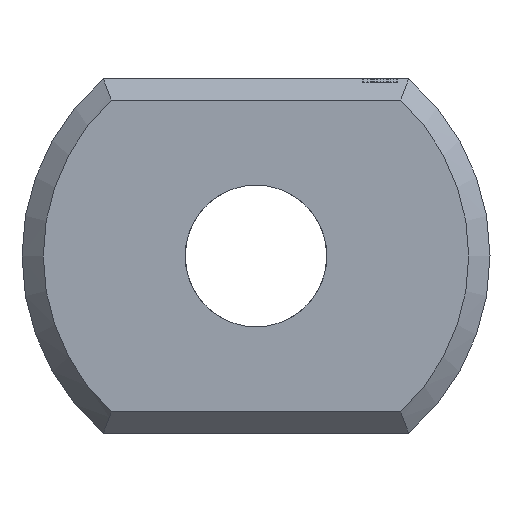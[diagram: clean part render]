
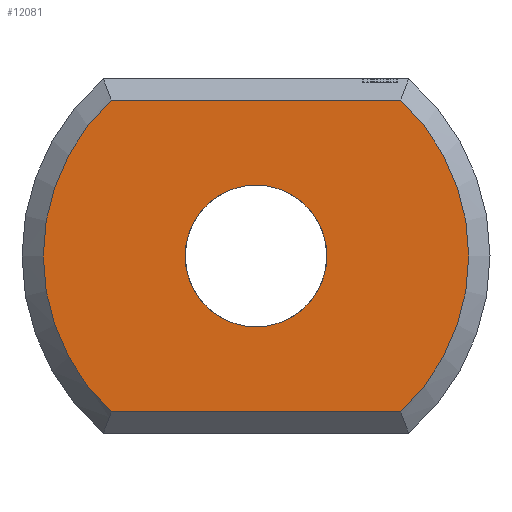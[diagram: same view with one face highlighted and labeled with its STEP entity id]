
A CAD part, left-side view. The second image highlights one B-rep face of the part: STEP entity #12081.
In plain terms, the highlighted planar face has unit normal (-1, 0, 0).
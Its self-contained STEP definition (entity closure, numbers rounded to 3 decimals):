
#298 = PLANE('',#299);
#299 = AXIS2_PLACEMENT_3D('',#300,#301,#302);
#300 = CARTESIAN_POINT('',(0.15,-2.154,-2.35));
#301 = DIRECTION('',(-0.707,0.,-0.707));
#302 = DIRECTION('',(0.,-1.,0.));
#725 = CONICAL_SURFACE('',#726,3.3,0.785);
#726 = AXIS2_PLACEMENT_3D('',#727,#728,#729);
#727 = CARTESIAN_POINT('',(0.3,0.,0.));
#728 = DIRECTION('',(1.,0.,0.));
#729 = DIRECTION('',(0.,0.653,-0.758));
#872 = CONICAL_SURFACE('',#873,3.3,0.785);
#873 = AXIS2_PLACEMENT_3D('',#874,#875,#876);
#874 = CARTESIAN_POINT('',(0.3,0.,0.));
#875 = DIRECTION('',(1.,0.,0.));
#876 = DIRECTION('',(0.,-0.653,0.758));
#909 = VERTEX_POINT('',#910);
#910 = CARTESIAN_POINT('',(0.,-2.04,-2.2));
#937 = VERTEX_POINT('',#938);
#938 = CARTESIAN_POINT('',(0.,2.04,-2.2));
#963 = EDGE_CURVE('',#909,#937,#964,.T.);
#964 = SURFACE_CURVE('',#965,(#969,#976),.PCURVE_S1.);
#965 = LINE('',#966,#967);
#966 = CARTESIAN_POINT('',(0.,-2.154,-2.2));
#967 = VECTOR('',#968,1.);
#968 = DIRECTION('',(0.,1.,0.));
#969 = PCURVE('',#298,#970);
#970 = DEFINITIONAL_REPRESENTATION('',(#971),#975);
#971 = LINE('',#972,#973);
#972 = CARTESIAN_POINT('',(0.,0.212));
#973 = VECTOR('',#974,1.);
#974 = DIRECTION('',(-1.,0.));
#975 = ( GEOMETRIC_REPRESENTATION_CONTEXT(2) 
PARAMETRIC_REPRESENTATION_CONTEXT() REPRESENTATION_CONTEXT('2D SPACE',''
  ) );
#976 = PCURVE('',#977,#982);
#977 = PLANE('',#978);
#978 = AXIS2_PLACEMENT_3D('',#979,#980,#981);
#979 = CARTESIAN_POINT('',(0.,0.,
    0.));
#980 = DIRECTION('',(1.,0.,0.));
#981 = DIRECTION('',(0.,0.,1.));
#982 = DEFINITIONAL_REPRESENTATION('',(#983),#987);
#983 = LINE('',#984,#985);
#984 = CARTESIAN_POINT('',(-2.2,2.154));
#985 = VECTOR('',#986,1.);
#986 = DIRECTION('',(0.,-1.));
#987 = ( GEOMETRIC_REPRESENTATION_CONTEXT(2) 
PARAMETRIC_REPRESENTATION_CONTEXT() REPRESENTATION_CONTEXT('2D SPACE',''
  ) );
#1763 = PLANE('',#1764);
#1764 = AXIS2_PLACEMENT_3D('',#1765,#1766,#1767);
#1765 = CARTESIAN_POINT('',(0.15,-2.154,2.35));
#1766 = DIRECTION('',(0.707,0.,-0.707
    ));
#1767 = DIRECTION('',(0.,-1.,0.));
#11868 = VERTEX_POINT('',#11869);
#11869 = CARTESIAN_POINT('',(0.,2.04,2.2));
#11894 = EDGE_CURVE('',#937,#11868,#11895,.T.);
#11895 = SURFACE_CURVE('',#11896,(#11901,#11908),.PCURVE_S1.);
#11896 = CIRCLE('',#11897,3.);
#11897 = AXIS2_PLACEMENT_3D('',#11898,#11899,#11900);
#11898 = CARTESIAN_POINT('',(0.,0.,
    0.));
#11899 = DIRECTION('',(1.,0.,0.));
#11900 = DIRECTION('',(0.,0.653,-0.758)
  );
#11901 = PCURVE('',#725,#11902);
#11902 = DEFINITIONAL_REPRESENTATION('',(#11903),#11907);
#11903 = LINE('',#11904,#11905);
#11904 = CARTESIAN_POINT('',(0.,-0.3));
#11905 = VECTOR('',#11906,1.);
#11906 = DIRECTION('',(1.,-0.));
#11907 = ( GEOMETRIC_REPRESENTATION_CONTEXT(2) 
PARAMETRIC_REPRESENTATION_CONTEXT() REPRESENTATION_CONTEXT('2D SPACE',''
  ) );
#11908 = PCURVE('',#977,#11909);
#11909 = DEFINITIONAL_REPRESENTATION('',(#11910),#11914);
#11910 = CIRCLE('',#11911,3.);
#11911 = AXIS2_PLACEMENT_2D('',#11912,#11913);
#11912 = CARTESIAN_POINT('',(0.,0.));
#11913 = DIRECTION('',(-0.758,-0.653));
#11914 = ( GEOMETRIC_REPRESENTATION_CONTEXT(2) 
PARAMETRIC_REPRESENTATION_CONTEXT() REPRESENTATION_CONTEXT('2D SPACE',''
  ) );
#12032 = VERTEX_POINT('',#12033);
#12033 = CARTESIAN_POINT('',(0.,-2.04,2.2));
#12060 = EDGE_CURVE('',#12032,#909,#12061,.T.);
#12061 = SURFACE_CURVE('',#12062,(#12067,#12074),.PCURVE_S1.);
#12062 = CIRCLE('',#12063,3.);
#12063 = AXIS2_PLACEMENT_3D('',#12064,#12065,#12066);
#12064 = CARTESIAN_POINT('',(0.,0.,
    0.));
#12065 = DIRECTION('',(1.,0.,0.));
#12066 = DIRECTION('',(0.,-0.653,0.758)
  );
#12067 = PCURVE('',#872,#12068);
#12068 = DEFINITIONAL_REPRESENTATION('',(#12069),#12073);
#12069 = LINE('',#12070,#12071);
#12070 = CARTESIAN_POINT('',(0.,-0.3));
#12071 = VECTOR('',#12072,1.);
#12072 = DIRECTION('',(1.,-0.));
#12073 = ( GEOMETRIC_REPRESENTATION_CONTEXT(2) 
PARAMETRIC_REPRESENTATION_CONTEXT() REPRESENTATION_CONTEXT('2D SPACE',''
  ) );
#12074 = PCURVE('',#977,#12075);
#12075 = DEFINITIONAL_REPRESENTATION('',(#12076),#12080);
#12076 = CIRCLE('',#12077,3.);
#12077 = AXIS2_PLACEMENT_2D('',#12078,#12079);
#12078 = CARTESIAN_POINT('',(0.,0.));
#12079 = DIRECTION('',(0.758,0.653));
#12080 = ( GEOMETRIC_REPRESENTATION_CONTEXT(2) 
PARAMETRIC_REPRESENTATION_CONTEXT() REPRESENTATION_CONTEXT('2D SPACE',''
  ) );
#12081 = ADVANCED_FACE('',(#12082,#12108),#977,.F.);
#12082 = FACE_BOUND('',#12083,.F.);
#12083 = EDGE_LOOP('',(#12084,#12085,#12106,#12107));
#12084 = ORIENTED_EDGE('',*,*,#11894,.T.);
#12085 = ORIENTED_EDGE('',*,*,#12086,.F.);
#12086 = EDGE_CURVE('',#12032,#11868,#12087,.T.);
#12087 = SURFACE_CURVE('',#12088,(#12092,#12099),.PCURVE_S1.);
#12088 = LINE('',#12089,#12090);
#12089 = CARTESIAN_POINT('',(0.,-2.154,2.2));
#12090 = VECTOR('',#12091,1.);
#12091 = DIRECTION('',(0.,1.,0.));
#12092 = PCURVE('',#977,#12093);
#12093 = DEFINITIONAL_REPRESENTATION('',(#12094),#12098);
#12094 = LINE('',#12095,#12096);
#12095 = CARTESIAN_POINT('',(2.2,2.154));
#12096 = VECTOR('',#12097,1.);
#12097 = DIRECTION('',(0.,-1.));
#12098 = ( GEOMETRIC_REPRESENTATION_CONTEXT(2) 
PARAMETRIC_REPRESENTATION_CONTEXT() REPRESENTATION_CONTEXT('2D SPACE',''
  ) );
#12099 = PCURVE('',#1763,#12100);
#12100 = DEFINITIONAL_REPRESENTATION('',(#12101),#12105);
#12101 = LINE('',#12102,#12103);
#12102 = CARTESIAN_POINT('',(0.,0.212));
#12103 = VECTOR('',#12104,1.);
#12104 = DIRECTION('',(-1.,0.));
#12105 = ( GEOMETRIC_REPRESENTATION_CONTEXT(2) 
PARAMETRIC_REPRESENTATION_CONTEXT() REPRESENTATION_CONTEXT('2D SPACE',''
  ) );
#12106 = ORIENTED_EDGE('',*,*,#12060,.T.);
#12107 = ORIENTED_EDGE('',*,*,#963,.T.);
#12108 = FACE_BOUND('',#12109,.T.);
#12109 = EDGE_LOOP('',(#12110));
#12110 = ORIENTED_EDGE('',*,*,#12111,.T.);
#12111 = EDGE_CURVE('',#12112,#12112,#12114,.T.);
#12112 = VERTEX_POINT('',#12113);
#12113 = CARTESIAN_POINT('',(0.,1.,0.));
#12114 = SURFACE_CURVE('',#12115,(#12120,#12127),.PCURVE_S1.);
#12115 = CIRCLE('',#12116,1.);
#12116 = AXIS2_PLACEMENT_3D('',#12117,#12118,#12119);
#12117 = CARTESIAN_POINT('',(0.,0.,0.));
#12118 = DIRECTION('',(1.,0.,0.));
#12119 = DIRECTION('',(0.,1.,0.));
#12120 = PCURVE('',#977,#12121);
#12121 = DEFINITIONAL_REPRESENTATION('',(#12122),#12126);
#12122 = CIRCLE('',#12123,1.);
#12123 = AXIS2_PLACEMENT_2D('',#12124,#12125);
#12124 = CARTESIAN_POINT('',(0.,0.));
#12125 = DIRECTION('',(0.,-1.));
#12126 = ( GEOMETRIC_REPRESENTATION_CONTEXT(2) 
PARAMETRIC_REPRESENTATION_CONTEXT() REPRESENTATION_CONTEXT('2D SPACE',''
  ) );
#12127 = PCURVE('',#12128,#12133);
#12128 = CYLINDRICAL_SURFACE('',#12129,1.);
#12129 = AXIS2_PLACEMENT_3D('',#12130,#12131,#12132);
#12130 = CARTESIAN_POINT('',(0.,0.,0.));
#12131 = DIRECTION('',(-1.,0.,0.));
#12132 = DIRECTION('',(0.,1.,0.));
#12133 = DEFINITIONAL_REPRESENTATION('',(#12134),#12138);
#12134 = LINE('',#12135,#12136);
#12135 = CARTESIAN_POINT('',(-0.,0.));
#12136 = VECTOR('',#12137,1.);
#12137 = DIRECTION('',(-1.,0.));
#12138 = ( GEOMETRIC_REPRESENTATION_CONTEXT(2) 
PARAMETRIC_REPRESENTATION_CONTEXT() REPRESENTATION_CONTEXT('2D SPACE',''
  ) );
